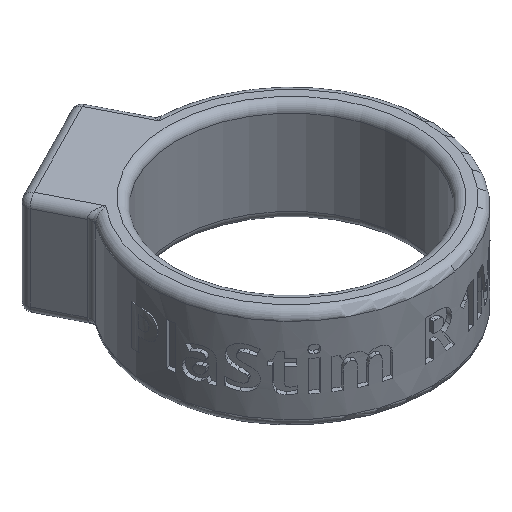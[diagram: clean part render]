
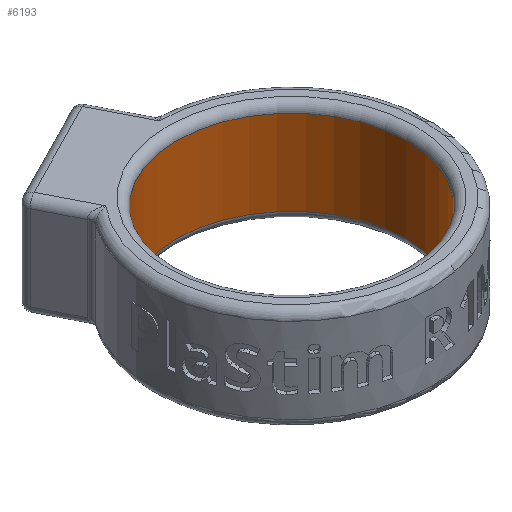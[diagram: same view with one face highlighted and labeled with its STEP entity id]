
A CAD part, isometric view. The second image highlights one B-rep face of the part: STEP entity #6193.
In plain terms, the highlighted cylindrical face has radius 13.5 mm (diameter 27 mm), a full revolution.
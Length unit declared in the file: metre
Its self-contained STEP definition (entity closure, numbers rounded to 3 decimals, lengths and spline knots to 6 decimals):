
#564=CYLINDRICAL_SURFACE('',#6594,0.0135);
#639=CIRCLE('',#6591,0.0135);
#640=CIRCLE('',#6593,0.0135);
#805=ORIENTED_EDGE('',*,*,#2751,.T.);
#806=ORIENTED_EDGE('',*,*,#2755,.F.);
#2751=EDGE_CURVE('',#3727,#3727,#639,.T.);
#2755=EDGE_CURVE('',#3730,#3730,#640,.T.);
#3727=VERTEX_POINT('',#8443);
#3730=VERTEX_POINT('',#8451);
#5217=EDGE_LOOP('',(#805));
#5218=EDGE_LOOP('',(#806));
#5629=FACE_BOUND('',#5217,.T.);
#5630=FACE_BOUND('',#5218,.T.);
#6193=ADVANCED_FACE('',(#5629,#5630),#564,.F.);
#6591=AXIS2_PLACEMENT_3D('',#8442,#7077,#7078);
#6593=AXIS2_PLACEMENT_3D('',#8450,#7084,#7085);
#6594=AXIS2_PLACEMENT_3D('',#8452,#7086,#7087);
#7077=DIRECTION('',(0.,0.,1.));
#7078=DIRECTION('',(1.,0.,0.));
#7084=DIRECTION('',(0.,0.,1.));
#7085=DIRECTION('',(1.,0.,0.));
#7086=DIRECTION('',(0.,0.,-1.));
#7087=DIRECTION('',(-1.,0.,0.));
#8442=CARTESIAN_POINT('',(0.,0.,0.005));
#8443=CARTESIAN_POINT('',(0.0135,0.,0.005));
#8450=CARTESIAN_POINT('',(0.,0.,-0.005));
#8451=CARTESIAN_POINT('',(0.0135,0.,-0.005));
#8452=CARTESIAN_POINT('',(0.,0.,0.005));
